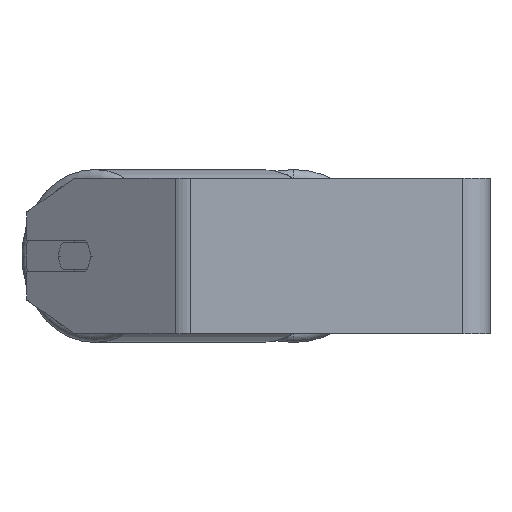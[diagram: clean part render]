
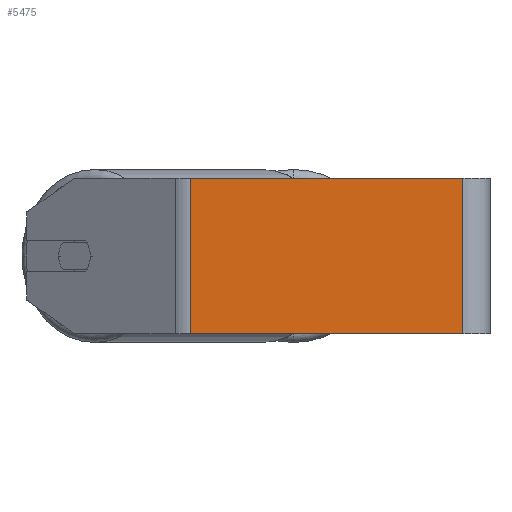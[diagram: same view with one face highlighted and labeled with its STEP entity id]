
A CAD part, left-side view. The second image highlights one B-rep face of the part: STEP entity #5475.
In plain terms, the highlighted planar face has unit normal (-1, 0, 0).
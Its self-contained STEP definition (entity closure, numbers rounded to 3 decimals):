
#1019 = ORIENTED_EDGE ( 'NONE', *, *, #6266, .F. ) ;
#1216 = VECTOR ( 'NONE', #7643, 1000. ) ;
#1292 = CARTESIAN_POINT ( 'NONE',  ( -300., 14., 40. ) ) ;
#1439 = DIRECTION ( 'NONE',  ( 1., 0., 0. ) ) ;
#1511 = DIRECTION ( 'NONE',  ( 0., 0., -1. ) ) ;
#1566 = DIRECTION ( 'NONE',  ( 0., -1., 0. ) ) ;
#1616 = LINE ( 'NONE', #8032, #6764 ) ;
#2070 = CARTESIAN_POINT ( 'NONE',  ( -300., 158.341, -40. ) ) ;
#2106 = FACE_OUTER_BOUND ( 'NONE', #4347, .T. ) ;
#2169 = ORIENTED_EDGE ( 'NONE', *, *, #3713, .T. ) ;
#2493 = VERTEX_POINT ( 'NONE', #1292 ) ;
#2801 = AXIS2_PLACEMENT_3D ( 'NONE', #5341, #1439, #3978 ) ;
#2941 = VECTOR ( 'NONE', #7153, 1000. ) ;
#3252 = PLANE ( 'NONE',  #2801 ) ;
#3256 = ORIENTED_EDGE ( 'NONE', *, *, #5172, .T. ) ;
#3713 = EDGE_CURVE ( 'NONE', #5363, #7847, #6825, .T. ) ;
#3733 = ORIENTED_EDGE ( 'NONE', *, *, #5713, .F. ) ;
#3947 = LINE ( 'NONE', #2070, #2941 ) ;
#3978 = DIRECTION ( 'NONE',  ( 0., 0., -1. ) ) ;
#3979 = VERTEX_POINT ( 'NONE', #4813 ) ;
#4347 = EDGE_LOOP ( 'NONE', ( #3256, #1019, #3733, #2169 ) ) ;
#4360 = CARTESIAN_POINT ( 'NONE',  ( -300., 14., 40. ) ) ;
#4573 = CARTESIAN_POINT ( 'NONE',  ( -300., 153.927, -40. ) ) ;
#4813 = CARTESIAN_POINT ( 'NONE',  ( -300., 14., -40. ) ) ;
#5172 = EDGE_CURVE ( 'NONE', #7847, #3979, #3947, .T. ) ;
#5341 = CARTESIAN_POINT ( 'NONE',  ( -300., 158.341, 40. ) ) ;
#5363 = VERTEX_POINT ( 'NONE', #8331 ) ;
#5475 = ADVANCED_FACE ( 'NONE', ( #2106 ), #3252, .F. ) ;
#5545 = CARTESIAN_POINT ( 'NONE',  ( -300., 153.927, 40. ) ) ;
#5631 = VECTOR ( 'NONE', #1511, 1000. ) ;
#5707 = LINE ( 'NONE', #4360, #1216 ) ;
#5713 = EDGE_CURVE ( 'NONE', #5363, #2493, #1616, .T. ) ;
#6266 = EDGE_CURVE ( 'NONE', #2493, #3979, #5707, .T. ) ;
#6764 = VECTOR ( 'NONE', #1566, 1000. ) ;
#6825 = LINE ( 'NONE', #5545, #5631 ) ;
#7153 = DIRECTION ( 'NONE',  ( 0., -1., 0. ) ) ;
#7643 = DIRECTION ( 'NONE',  ( 0., 0., -1. ) ) ;
#7847 = VERTEX_POINT ( 'NONE', #4573 ) ;
#8032 = CARTESIAN_POINT ( 'NONE',  ( -300., 158.341, 40. ) ) ;
#8331 = CARTESIAN_POINT ( 'NONE',  ( -300., 153.927, 40. ) ) ;
